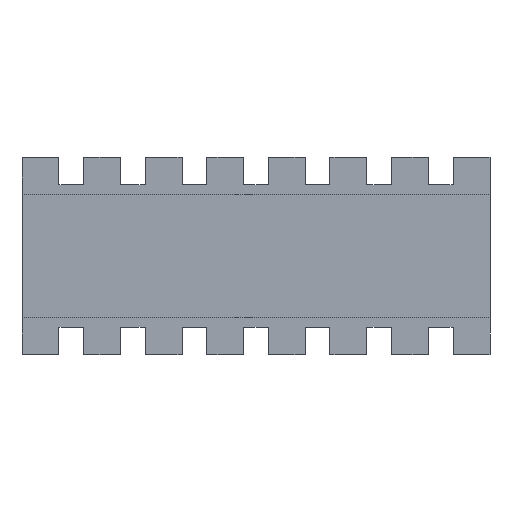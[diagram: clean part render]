
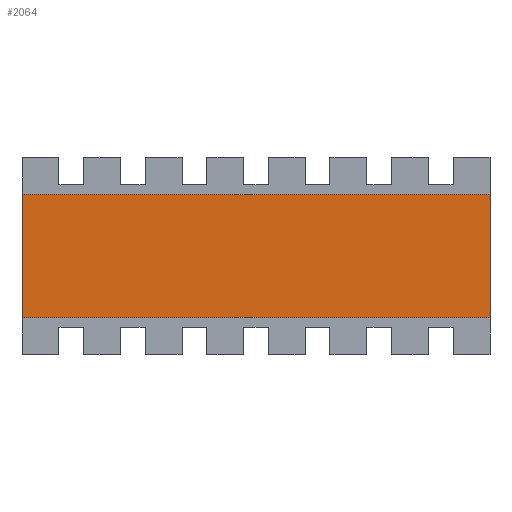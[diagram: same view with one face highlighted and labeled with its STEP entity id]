
A CAD part, front view. The second image highlights one B-rep face of the part: STEP entity #2064.
In plain terms, the highlighted planar face has unit normal (0, -1, 0).
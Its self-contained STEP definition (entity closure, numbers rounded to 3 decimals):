
#1 = DIRECTION ( 'NONE',  ( 0., 0., 1. ) ) ;
#11 = LINE ( 'NONE', #160, #526 ) ;
#95 = CARTESIAN_POINT ( 'NONE',  ( 1.9, 0.03, 0.5 ) ) ;
#157 = DIRECTION ( 'NONE',  ( 0., 1., 0. ) ) ;
#160 = CARTESIAN_POINT ( 'NONE',  ( 1.9, 0.03, -0.5 ) ) ;
#262 = CARTESIAN_POINT ( 'NONE',  ( 1.9, 0.03, -0.5 ) ) ;
#311 = ORIENTED_EDGE ( 'NONE', *, *, #1081, .F. ) ;
#382 = DIRECTION ( 'NONE',  ( 0., 0., 1. ) ) ;
#396 = LINE ( 'NONE', #749, #1944 ) ;
#402 = EDGE_CURVE ( 'NONE', #1276, #1655, #396, .T. ) ;
#424 = EDGE_CURVE ( 'NONE', #1121, #1276, #11, .T. ) ;
#519 = ORIENTED_EDGE ( 'NONE', *, *, #424, .F. ) ;
#522 = LINE ( 'NONE', #95, #926 ) ;
#526 = VECTOR ( 'NONE', #1665, 1000. ) ;
#613 = ORIENTED_EDGE ( 'NONE', *, *, #1864, .F. ) ;
#646 = DIRECTION ( 'NONE',  ( 0., 0., -1. ) ) ;
#651 = AXIS2_PLACEMENT_3D ( 'NONE', #1310, #157, #382 ) ;
#749 = CARTESIAN_POINT ( 'NONE',  ( -1.9, 0.03, 0.5 ) ) ;
#926 = VECTOR ( 'NONE', #1037, 1000. ) ;
#935 = CARTESIAN_POINT ( 'NONE',  ( 1.9, 0.03, 0.5 ) ) ;
#1037 = DIRECTION ( 'NONE',  ( 1., 0., 0. ) ) ;
#1081 = EDGE_CURVE ( 'NONE', #1379, #1121, #2098, .T. ) ;
#1121 = VERTEX_POINT ( 'NONE', #262 ) ;
#1205 = CARTESIAN_POINT ( 'NONE',  ( 1.9, 0.03, 0.5 ) ) ;
#1214 = VECTOR ( 'NONE', #646, 1000. ) ;
#1276 = VERTEX_POINT ( 'NONE', #1966 ) ;
#1310 = CARTESIAN_POINT ( 'NONE',  ( 0., 0.03, 0. ) ) ;
#1379 = VERTEX_POINT ( 'NONE', #935 ) ;
#1484 = CARTESIAN_POINT ( 'NONE',  ( -1.9, 0.03, 0.5 ) ) ;
#1655 = VERTEX_POINT ( 'NONE', #1484 ) ;
#1665 = DIRECTION ( 'NONE',  ( -1., 0., 0. ) ) ;
#1678 = EDGE_LOOP ( 'NONE', ( #1815, #519, #311, #613 ) ) ;
#1815 = ORIENTED_EDGE ( 'NONE', *, *, #402, .F. ) ;
#1831 = FACE_OUTER_BOUND ( 'NONE', #1678, .T. ) ;
#1864 = EDGE_CURVE ( 'NONE', #1655, #1379, #522, .T. ) ;
#1944 = VECTOR ( 'NONE', #1, 1000. ) ;
#1966 = CARTESIAN_POINT ( 'NONE',  ( -1.9, 0.03, -0.5 ) ) ;
#2064 = ADVANCED_FACE ( 'NONE', ( #1831 ), #2177, .F. ) ;
#2098 = LINE ( 'NONE', #1205, #1214 ) ;
#2177 = PLANE ( 'NONE',  #651 ) ;
